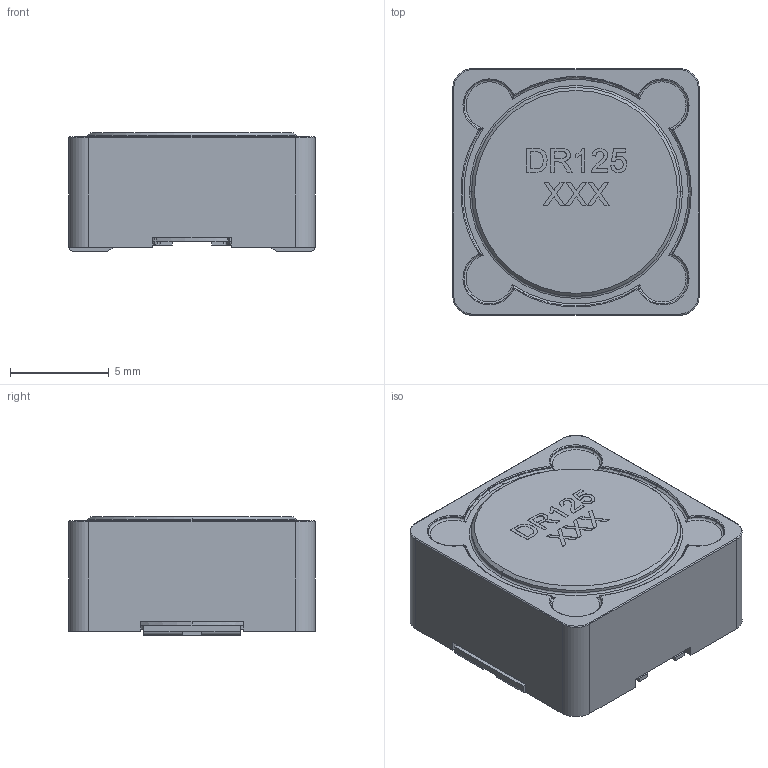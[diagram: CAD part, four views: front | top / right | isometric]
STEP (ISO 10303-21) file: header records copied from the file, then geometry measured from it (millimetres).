
FILE_DESCRIPTION (( 'STEP AP214' ), '1' );
FILE_NAME ('D83AD503-8CBE-40AC-8275-04C6B16E12FB.STEP', '2023-08-15T07:19:27', ( '' ), ( '' ), 'SwSTEP 2.0', 'SolidWorks 2022', '' );
FILE_SCHEMA (( 'AUTOMOTIVE_DESIGN' ));
Length unit declared in the file: millimetre
Products named in the file (1): D83AD503-8CBE-40AC-8275-04C6B16E12FB
Bounding box: 12.5 x 12.5 x 6 mm (x, y, z)
Volume: 842.1 mm3; surface area: 695.1 mm2
Topology: 1 solids, 1 shells, 342 faces, 926 edges, 590 vertices
Faces by surface type: plane 182, cylinder 84, bspline 42, torus 28, sphere 4, cone 2
Entity records: 15595 total; most frequent: CARTESIAN_POINT 4650, ORIENTED_EDGE 1840, DIRECTION 1654, EDGE_CURVE 920, VECTOR 596, LINE 596, VERTEX_POINT 590, AXIS2_PLACEMENT_3D 529
